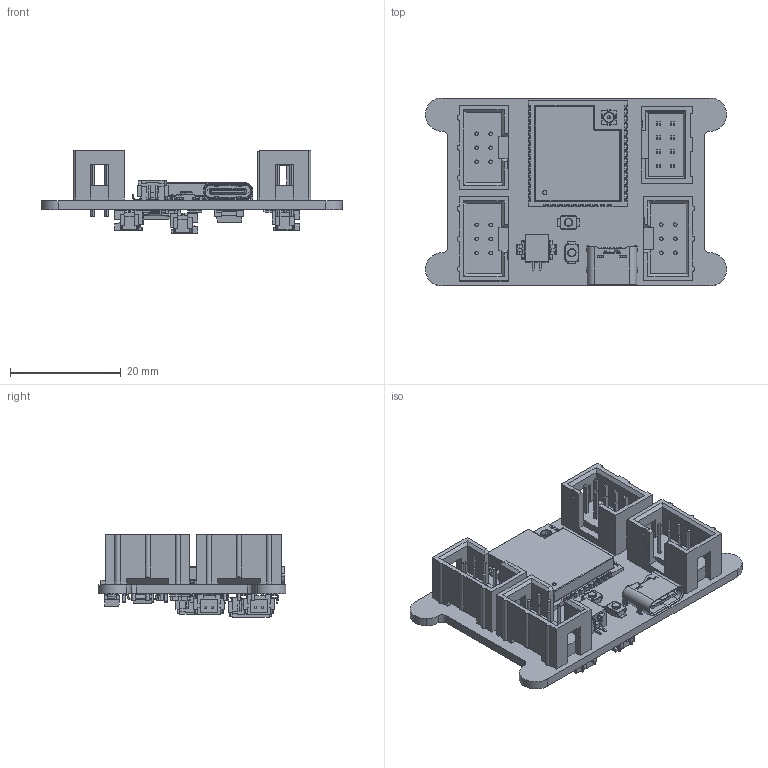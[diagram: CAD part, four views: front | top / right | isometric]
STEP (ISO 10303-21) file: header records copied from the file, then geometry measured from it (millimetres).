
FILE_DESCRIPTION(('KiCad electronic assembly'),'2;1');
FILE_NAME('ChipDesign.step','2024-09-11T17:24:33',('Pcbnew'),('Kicad'), 'Open CASCADE STEP processor 7.8','KiCad to STEP converter','Unknown' );
FILE_SCHEMA(('AUTOMOTIVE_DESIGN { 1 0 10303 214 1 1 1 1 }'));
Length unit declared in the file: millimetre
Products named in the file (26): ChipDesign 1; 2-1761603-1; SW_SPST_B3U-1000P; ESP32-WROOM-32U; TSS-104-01-G-D; DF13A-2P-1.25H_51_; DF13A-2P-1.25HÈª; UJC-HP-3-SMT-TR; R_0805_2012Metric; C_0805_2012Metric; D_SMA; SOT-223; SOT_223; DF13A-4P-1.25H-76---3DModel-STEP-1; DF13A-4P-1.25HÈª; DF13A-3P-1.25H_21_; DF13A-3P-1.25HÈª; ChipDesign_PCB
Assembly tree (41 placements, depth 3):
  ChipDesign 1
    2-1761603-1  x3
      2-1761603-1
    SW_SPST_B3U-1000P  x2
      SW_SPST_B3U-1000P
    ESP32-WROOM-32U
      ESP32-WROOM-32U
    TSS-104-01-G-D
      TSS-104-01-G-D
    DF13A-2P-1.25H_51_  x3
      DF13A-2P-1.25HÈª
    UJC-HP-3-SMT-TR
      UJC-HP-3-SMT-TR
    R_0805_2012Metric  x6
      R_0805_2012Metric
    C_0805_2012Metric  x7
      C_0805_2012Metric
    D_SMA
      D_SMA
    SOT-223
      SOT_223
    DF13A-4P-1.25H-76---3DModel-STEP-1
      DF13A-4P-1.25HÈª
    DF13A-3P-1.25H_21_
      DF13A-3P-1.25HÈª
    ChipDesign_PCB
Bounding box: 54.49 x 34 x 14.88 mm (x, y, z)
Volume: 6414.2 mm3; surface area: 10724.7 mm2
Topology: 44 solids, 44 shells, 3946 faces, 10489 edges, 6583 vertices
Faces by surface type: plane 2902, cylinder 891, sphere 73, torus 47, bspline 26, cone 6, revolution 1
Full cylindrical faces by diameter (mm): 0.2 x12, 0.5 x1, 0.8 x1, 0.9 x18, 1.02 x8, 1.5 x2, 1.8 x1, 2 x1
Entity records: 93330 total; most frequent: CARTESIAN_POINT 15168, ORIENTED_EDGE 14596, DIRECTION 14185, EDGE_CURVE 7298, LINE 5818, VECTOR 5818, VERTEX_POINT 4592, AXIS2_PLACEMENT_3D 4183
